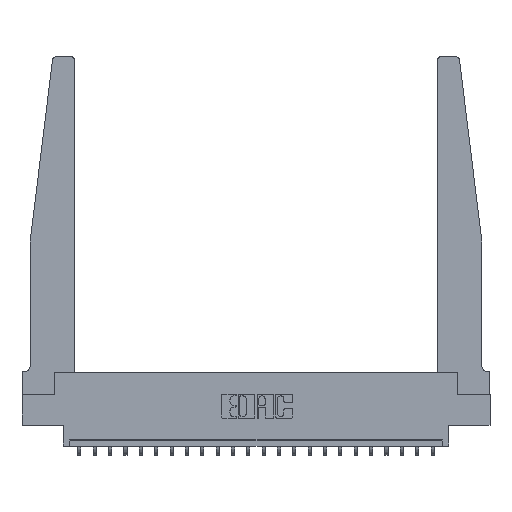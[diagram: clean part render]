
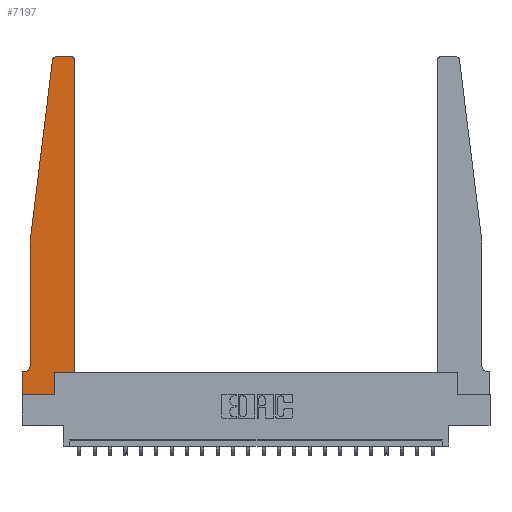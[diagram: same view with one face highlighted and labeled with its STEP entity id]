
A CAD part, top view. The second image highlights one B-rep face of the part: STEP entity #7197.
In plain terms, the highlighted planar face has unit normal (0, 0, 1).
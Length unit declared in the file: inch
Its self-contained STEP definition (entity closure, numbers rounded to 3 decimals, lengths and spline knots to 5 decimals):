
#300 = CARTESIAN_POINT ( 'NONE',  ( 0.27653, 2.75, 0.37 ) ) ;
#672 = ORIENTED_EDGE ( 'NONE', *, *, #7420, .T. ) ;
#1136 = CARTESIAN_POINT ( 'NONE',  ( 0.065, 1.25, 0.37 ) ) ;
#1269 = VERTEX_POINT ( 'NONE', #19006 ) ;
#1327 = CIRCLE ( 'NONE', #14908, 0.03 ) ;
#1564 = LINE ( 'NONE', #14194, #15264 ) ;
#1608 = LINE ( 'NONE', #8631, #10613 ) ;
#1683 = CARTESIAN_POINT ( 'NONE',  ( 0.015, 0.1875, 0.37 ) ) ;
#1985 = LINE ( 'NONE', #16447, #20875 ) ;
#2580 = EDGE_CURVE ( 'NONE', #19524, #15851, #18744, .T. ) ;
#2650 = CARTESIAN_POINT ( 'NONE',  ( 0.395, 2.75, 0.37 ) ) ;
#3078 = DIRECTION ( 'NONE',  ( -1., 0., 0. ) ) ;
#3298 = DIRECTION ( 'NONE',  ( -1., 0., 0. ) ) ;
#3350 = DIRECTION ( 'NONE',  ( 0., 0., 1. ) ) ;
#3567 = DIRECTION ( 'NONE',  ( -1., 0., 0. ) ) ;
#3601 = CARTESIAN_POINT ( 'NONE',  ( 0.2605, 0.18, 0.37 ) ) ;
#3983 = EDGE_CURVE ( 'NONE', #13944, #13184, #1327, .T. ) ;
#4796 = EDGE_CURVE ( 'NONE', #21988, #8768, #1564, .T. ) ;
#5303 = EDGE_CURVE ( 'NONE', #8768, #1269, #10132, .T. ) ;
#5639 = EDGE_CURVE ( 'NONE', #6631, #19524, #1985, .T. ) ;
#5677 = CARTESIAN_POINT ( 'NONE',  ( 0.065, 0.2375, 0.37 ) ) ;
#6130 = CARTESIAN_POINT ( 'NONE',  ( 0.24675, 2.72367, 0.37 ) ) ;
#6297 = VECTOR ( 'NONE', #11265, 39.37008 ) ;
#6489 = VERTEX_POINT ( 'NONE', #5677 ) ;
#6586 = CARTESIAN_POINT ( 'NONE',  ( 0.2605, 0., 0.37 ) ) ;
#6631 = VERTEX_POINT ( 'NONE', #13721 ) ;
#6940 = ORIENTED_EDGE ( 'NONE', *, *, #21013, .T. ) ;
#7000 = ORIENTED_EDGE ( 'NONE', *, *, #10460, .T. ) ;
#7031 = DIRECTION ( 'NONE',  ( -0.122, -0.992, 0. ) ) ;
#7043 = LINE ( 'NONE', #3601, #16040 ) ;
#7197 = ADVANCED_FACE ( 'NONE', ( #18981 ), #8414, .T. ) ;
#7234 = CARTESIAN_POINT ( 'NONE',  ( 0.425, 0.18, 0.37 ) ) ;
#7420 = EDGE_CURVE ( 'NONE', #1269, #18920, #11504, .T. ) ;
#8230 = VECTOR ( 'NONE', #13684, 39.37008 ) ;
#8414 = PLANE ( 'NONE',  #8893 ) ;
#8561 = ORIENTED_EDGE ( 'NONE', *, *, #4796, .T. ) ;
#8631 = CARTESIAN_POINT ( 'NONE',  ( 0.25, 2.75, 0.37 ) ) ;
#8768 = VERTEX_POINT ( 'NONE', #13089 ) ;
#8829 = AXIS2_PLACEMENT_3D ( 'NONE', #12492, #10784, #11004 ) ;
#8893 = AXIS2_PLACEMENT_3D ( 'NONE', #15407, #22444, #12312 ) ;
#9559 = CARTESIAN_POINT ( 'NONE',  ( 0.065, 1.25, 0.37 ) ) ;
#9902 = LINE ( 'NONE', #1136, #19161 ) ;
#10132 = LINE ( 'NONE', #11519, #10573 ) ;
#10460 = EDGE_CURVE ( 'NONE', #13354, #6489, #9902, .T. ) ;
#10573 = VECTOR ( 'NONE', #16787, 39.37008 ) ;
#10603 = CARTESIAN_POINT ( 'NONE',  ( 0.27653, 2.72, 0.37 ) ) ;
#10613 = VECTOR ( 'NONE', #3567, 39.37008 ) ;
#10784 = DIRECTION ( 'NONE',  ( 0., 0., 1. ) ) ;
#10800 = ORIENTED_EDGE ( 'NONE', *, *, #5303, .T. ) ;
#11004 = DIRECTION ( 'NONE',  ( 1., 0., 0. ) ) ;
#11171 = CARTESIAN_POINT ( 'NONE',  ( 0.425, 2.72, 0.37 ) ) ;
#11265 = DIRECTION ( 'NONE',  ( 1., 0., 0. ) ) ;
#11345 = VECTOR ( 'NONE', #7031, 39.37008 ) ;
#11504 = LINE ( 'NONE', #21951, #6297 ) ;
#11519 = CARTESIAN_POINT ( 'NONE',  ( 0., 0., 0.37 ) ) ;
#11531 = ORIENTED_EDGE ( 'NONE', *, *, #17801, .T. ) ;
#11895 = ORIENTED_EDGE ( 'NONE', *, *, #19561, .T. ) ;
#11998 = EDGE_CURVE ( 'NONE', #18920, #6631, #7043, .T. ) ;
#12256 = ORIENTED_EDGE ( 'NONE', *, *, #2580, .T. ) ;
#12312 = DIRECTION ( 'NONE',  ( 1., 0., 0. ) ) ;
#12492 = CARTESIAN_POINT ( 'NONE',  ( 0.395, 2.72, 0.37 ) ) ;
#12541 = EDGE_CURVE ( 'NONE', #15851, #17081, #18716, .T. ) ;
#13089 = CARTESIAN_POINT ( 'NONE',  ( 0., 0.1875, 0.37 ) ) ;
#13184 = VERTEX_POINT ( 'NONE', #6130 ) ;
#13354 = VERTEX_POINT ( 'NONE', #9559 ) ;
#13684 = DIRECTION ( 'NONE',  ( 0., 1., 0. ) ) ;
#13721 = CARTESIAN_POINT ( 'NONE',  ( 0.2605, 0.18, 0.37 ) ) ;
#13944 = VERTEX_POINT ( 'NONE', #300 ) ;
#14194 = CARTESIAN_POINT ( 'NONE',  ( 0.065, 0.1875, 0.37 ) ) ;
#14679 = CIRCLE ( 'NONE', #19096, 0.05 ) ;
#14908 = AXIS2_PLACEMENT_3D ( 'NONE', #10603, #3350, #17485 ) ;
#15234 = ORIENTED_EDGE ( 'NONE', *, *, #3983, .T. ) ;
#15264 = VECTOR ( 'NONE', #3298, 39.37008 ) ;
#15407 = CARTESIAN_POINT ( 'NONE',  ( 0., 0.1875, 0.37 ) ) ;
#15851 = VERTEX_POINT ( 'NONE', #11171 ) ;
#16040 = VECTOR ( 'NONE', #19120, 39.37008 ) ;
#16447 = CARTESIAN_POINT ( 'NONE',  ( 0.425, 0.18, 0.37 ) ) ;
#16784 = DIRECTION ( 'NONE',  ( 0., -1., 0. ) ) ;
#16787 = DIRECTION ( 'NONE',  ( 0., -1., 0. ) ) ;
#17017 = CARTESIAN_POINT ( 'NONE',  ( 0.425, 0.18, 0.37 ) ) ;
#17081 = VERTEX_POINT ( 'NONE', #2650 ) ;
#17347 = EDGE_LOOP ( 'NONE', ( #11895, #15234, #11531, #7000, #6940, #8561, #10800, #672, #22341, #21206, #12256, #21427 ) ) ;
#17485 = DIRECTION ( 'NONE',  ( 1., 0., 0. ) ) ;
#17607 = LINE ( 'NONE', #20955, #11345 ) ;
#17801 = EDGE_CURVE ( 'NONE', #13184, #13354, #17607, .T. ) ;
#18716 = CIRCLE ( 'NONE', #8829, 0.03 ) ;
#18744 = LINE ( 'NONE', #17017, #8230 ) ;
#18920 = VERTEX_POINT ( 'NONE', #6586 ) ;
#18946 = CARTESIAN_POINT ( 'NONE',  ( 0.015, 0.2375, 0.37 ) ) ;
#18981 = FACE_OUTER_BOUND ( 'NONE', #17347, .T. ) ;
#19006 = CARTESIAN_POINT ( 'NONE',  ( 0., 0., 0.37 ) ) ;
#19096 = AXIS2_PLACEMENT_3D ( 'NONE', #18946, #22172, #3078 ) ;
#19120 = DIRECTION ( 'NONE',  ( 0., 1., 0. ) ) ;
#19161 = VECTOR ( 'NONE', #16784, 39.37008 ) ;
#19524 = VERTEX_POINT ( 'NONE', #7234 ) ;
#19561 = EDGE_CURVE ( 'NONE', #17081, #13944, #1608, .T. ) ;
#19685 = DIRECTION ( 'NONE',  ( 1., 0., 0. ) ) ;
#20875 = VECTOR ( 'NONE', #19685, 39.37008 ) ;
#20955 = CARTESIAN_POINT ( 'NONE',  ( 0.065, 1.25, 0.37 ) ) ;
#21013 = EDGE_CURVE ( 'NONE', #6489, #21988, #14679, .T. ) ;
#21206 = ORIENTED_EDGE ( 'NONE', *, *, #5639, .T. ) ;
#21427 = ORIENTED_EDGE ( 'NONE', *, *, #12541, .T. ) ;
#21951 = CARTESIAN_POINT ( 'NONE',  ( 0., 0., 0.37 ) ) ;
#21988 = VERTEX_POINT ( 'NONE', #1683 ) ;
#22172 = DIRECTION ( 'NONE',  ( 0., 0., -1. ) ) ;
#22341 = ORIENTED_EDGE ( 'NONE', *, *, #11998, .T. ) ;
#22444 = DIRECTION ( 'NONE',  ( 0., 0., 1. ) ) ;
